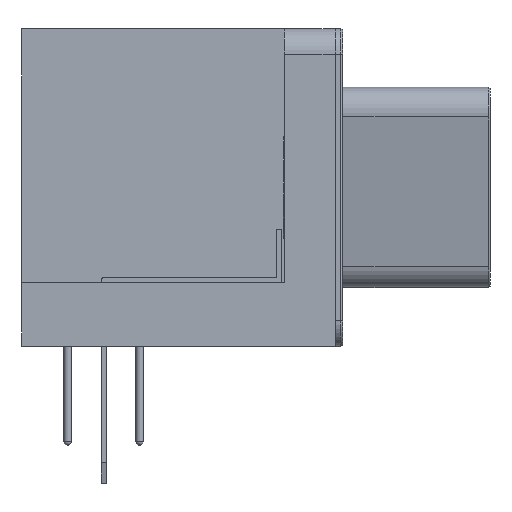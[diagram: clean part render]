
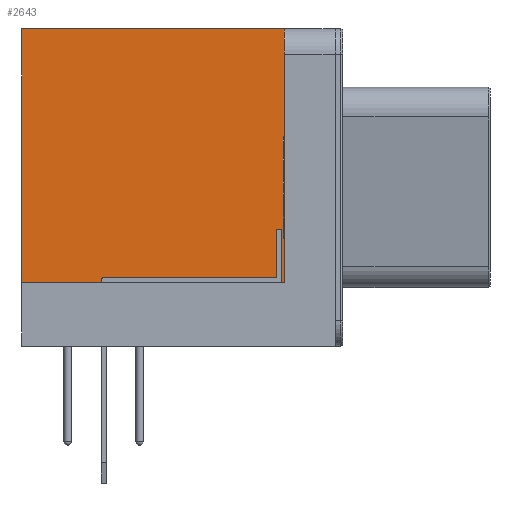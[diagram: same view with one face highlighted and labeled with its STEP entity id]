
A CAD part, left-side view. The second image highlights one B-rep face of the part: STEP entity #2643.
In plain terms, the highlighted planar face has unit normal (-1, 0, 0).
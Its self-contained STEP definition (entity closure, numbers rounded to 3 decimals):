
#2107 = VERTEX_POINT('',#2108);
#2108 = CARTESIAN_POINT('',(-4.36,1.8,12.5));
#2114 = EDGE_CURVE('',#2115,#2107,#2117,.T.);
#2115 = VERTEX_POINT('',#2116);
#2116 = CARTESIAN_POINT('',(-4.36,-8.54,12.5));
#2117 = LINE('',#2118,#2119);
#2118 = CARTESIAN_POINT('',(-4.36,-9.54,12.5));
#2119 = VECTOR('',#2120,1.);
#2120 = DIRECTION('',(0.,1.,0.));
#2589 = VERTEX_POINT('',#2590);
#2590 = CARTESIAN_POINT('',(-4.36,-8.54,2.5));
#2596 = EDGE_CURVE('',#2589,#2115,#2597,.T.);
#2597 = LINE('',#2598,#2599);
#2598 = CARTESIAN_POINT('',(-4.36,-8.54,2.5));
#2599 = VECTOR('',#2600,1.);
#2600 = DIRECTION('',(0.,0.,1.));
#2643 = ADVANCED_FACE('',(#2644),#2662,.F.);
#2644 = FACE_BOUND('',#2645,.F.);
#2645 = EDGE_LOOP('',(#2646,#2647,#2655,#2661));
#2646 = ORIENTED_EDGE('',*,*,#2596,.F.);
#2647 = ORIENTED_EDGE('',*,*,#2648,.T.);
#2648 = EDGE_CURVE('',#2589,#2649,#2651,.T.);
#2649 = VERTEX_POINT('',#2650);
#2650 = CARTESIAN_POINT('',(-4.36,1.8,2.5));
#2651 = LINE('',#2652,#2653);
#2652 = CARTESIAN_POINT('',(-4.36,-8.54,2.5));
#2653 = VECTOR('',#2654,1.);
#2654 = DIRECTION('',(0.,1.,0.));
#2655 = ORIENTED_EDGE('',*,*,#2656,.T.);
#2656 = EDGE_CURVE('',#2649,#2107,#2657,.T.);
#2657 = LINE('',#2658,#2659);
#2658 = CARTESIAN_POINT('',(-4.36,1.8,4.375));
#2659 = VECTOR('',#2660,1.);
#2660 = DIRECTION('',(0.,0.,1.));
#2661 = ORIENTED_EDGE('',*,*,#2114,.F.);
#2662 = PLANE('',#2663);
#2663 = AXIS2_PLACEMENT_3D('',#2664,#2665,#2666);
#2664 = CARTESIAN_POINT('',(-4.36,-8.54,2.5));
#2665 = DIRECTION('',(1.,0.,0.));
#2666 = DIRECTION('',(0.,0.,1.));
